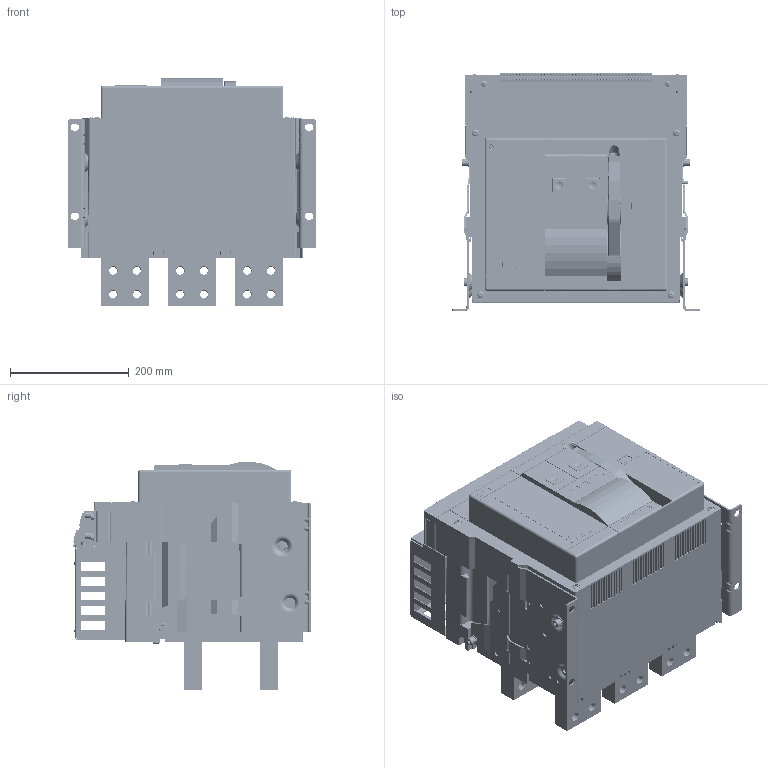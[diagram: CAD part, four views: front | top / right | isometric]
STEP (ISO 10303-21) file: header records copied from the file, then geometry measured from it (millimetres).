
FILE_DESCRIPTION(/* description */ (''),/* implementation_level */ '2;1');
FILE_NAME(/* name */ 'CW3-4000_F_IEK_优化.stp',/* time_stamp */ '2024-12-12T09:38:23+08:00',/* author */ (''),/* organization */ (''),/* preprocessor_version */ 'ST-DEVELOPER v16.7',/* originating_system */ 'SIEMENS PLM Software NX 12.0',/* authorisation */ '');
FILE_SCHEMA (('AUTOMOTIVE_DESIGN { 1 0 10303 214 3 1 1 1 }'));
Products named in the file (1): _model4
Bounding box: 416.65 x 400.36 x 385.39 mm (x, y, z)
Volume: 32741525.6 mm3; surface area: 1639020.9 mm2
Topology: 16 solids, 25 shells, 6500 faces, 16392 edges, 10185 vertices
Faces by surface type: plane 4119, cylinder 1534, cone 410, torus 294, sphere 96, bspline 42, extrusion 3, revolution 2
Full cylindrical faces by diameter (mm): 2.8 x12, 3.5 x4, 3.6 x192, 5 x16, 5.5 x2, 6 x10, 6.09 x2, 6.2 x3, 7.9 x1, 8 x35, 8.5 x16, 8.75 x10, 9 x4, 9.5 x10, 10 x7, 10.71 x19, 12 x38, 13 x50, 14 x16, 15 x2, 16 x2
Entity records: 230480 total; most frequent: CARTESIAN_POINT 34838, DIRECTION 32605, ORIENTED_EDGE 30492, EDGE_CURVE 15246, AXIS2_PLACEMENT_3D 11263, VECTOR 10077, LINE 10074, VERTEX_POINT 9767
